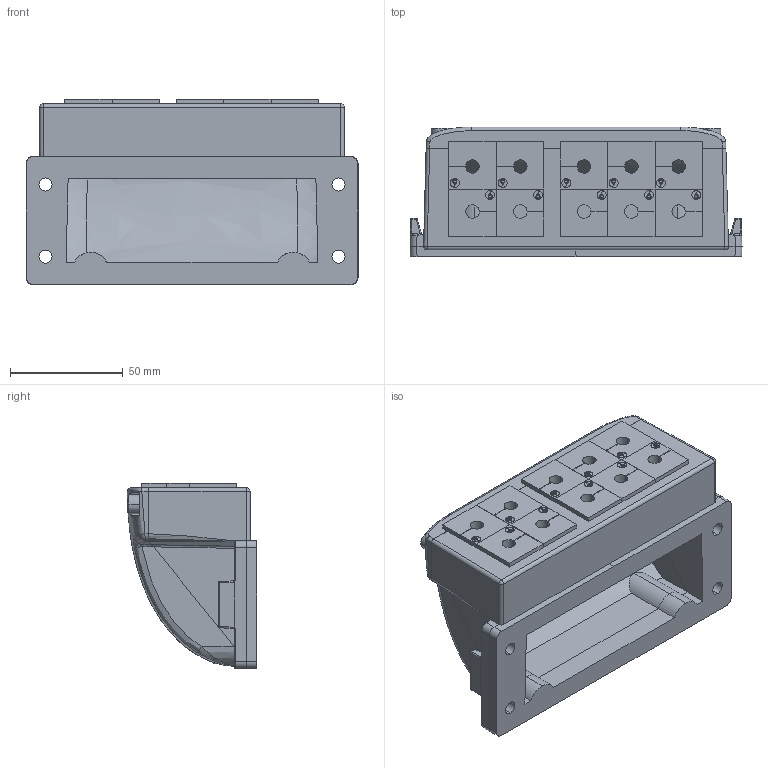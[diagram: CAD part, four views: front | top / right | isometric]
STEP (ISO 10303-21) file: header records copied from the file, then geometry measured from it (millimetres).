
FILE_DESCRIPTION(('STEP AP242'),'1');
FILE_NAME('42320.stp','2020-02-19T07:35:29',('TraceParts'),('TraceParts S.A.'),'Spatial InterOp 3D',' ',' ');
FILE_SCHEMA(('AP242_MANAGED_MODEL_BASED_3D_ENGINEERING_MIM_LF {1 0 10303 442 1 1 4}'));
Length unit declared in the file: millimetre
Products named in the file (1): 42320_1
Bounding box: 147.28 x 57.49 x 82.14 mm (x, y, z)
Volume: 222204.8 mm3; surface area: 105379.3 mm2
Topology: 21 solids, 21 shells, 1067 faces, 2588 edges, 1603 vertices
Faces by surface type: plane 501, cylinder 245, bspline 174, torus 80, cone 56, sphere 11
Entity records: 41388 total; most frequent: CARTESIAN_POINT 17648, ORIENTED_EDGE 5110, DIRECTION 4541, EDGE_CURVE 2555, VERTEX_POINT 1603, AXIS2_PLACEMENT_3D 1537, LINE 1467, VECTOR 1467
